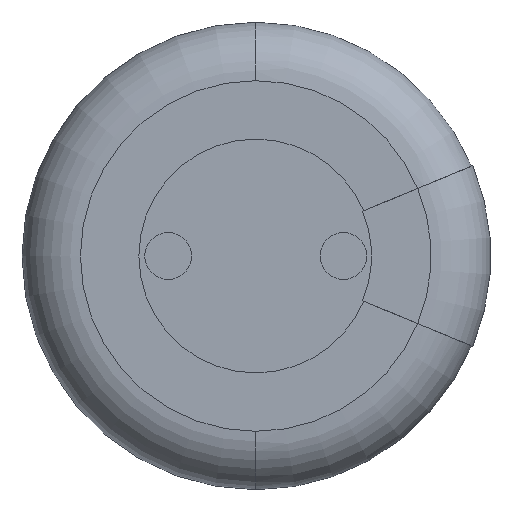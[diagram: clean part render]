
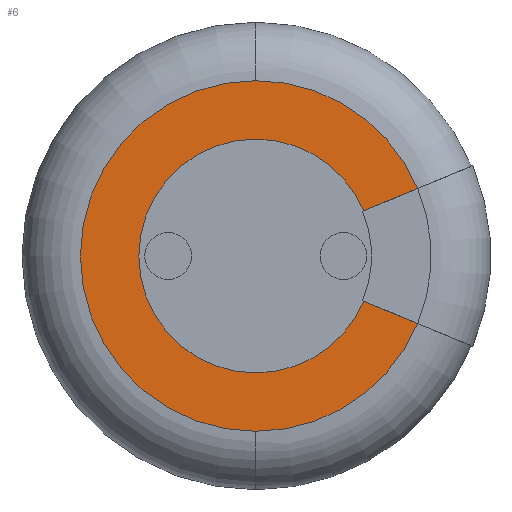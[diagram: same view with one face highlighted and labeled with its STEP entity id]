
A CAD part, front view. The second image highlights one B-rep face of the part: STEP entity #6.
In plain terms, the highlighted planar face has unit normal (0, -1, 0).
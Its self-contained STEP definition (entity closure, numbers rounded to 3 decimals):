
#3 = DIRECTION ( 'NONE',  ( 0., -1., 0. ) ) ;
#6 = ADVANCED_FACE ( 'NONE', ( #761 ), #2203, .T. ) ;
#18 = CARTESIAN_POINT ( 'NONE',  ( 1.384, 0., 0.578 ) ) ;
#25 = DIRECTION ( 'NONE',  ( 0., -1., 0. ) ) ;
#71 = EDGE_CURVE ( 'NONE', #1326, #1582, #1161, .T. ) ;
#101 = ORIENTED_EDGE ( 'NONE', *, *, #1270, .T. ) ;
#120 = ORIENTED_EDGE ( 'NONE', *, *, #1758, .F. ) ;
#160 = VERTEX_POINT ( 'NONE', #18 ) ;
#234 = LINE ( 'NONE', #811, #2010 ) ;
#279 = CARTESIAN_POINT ( 'NONE',  ( 1.384, 0., -0.578 ) ) ;
#305 = CARTESIAN_POINT ( 'NONE',  ( 1.279, 0., -0.534 ) ) ;
#350 = EDGE_LOOP ( 'NONE', ( #1054, #1528, #101, #1960, #1864, #120, #1262, #615 ) ) ;
#362 = CARTESIAN_POINT ( 'NONE',  ( 0., 0., -1. ) ) ;
#371 = VECTOR ( 'NONE', #1502, 1000. ) ;
#449 = VERTEX_POINT ( 'NONE', #1827 ) ;
#483 = CARTESIAN_POINT ( 'NONE',  ( 0., 0., 1. ) ) ;
#486 = DIRECTION ( 'NONE',  ( 0., 0., -1. ) ) ;
#508 = CARTESIAN_POINT ( 'NONE',  ( 0., 0., 0. ) ) ;
#514 = CIRCLE ( 'NONE', #1947, 1. ) ;
#526 = DIRECTION ( 'NONE',  ( 0., -1., 0. ) ) ;
#551 = VERTEX_POINT ( 'NONE', #483 ) ;
#559 = VERTEX_POINT ( 'NONE', #1182 ) ;
#615 = ORIENTED_EDGE ( 'NONE', *, *, #931, .F. ) ;
#675 = DIRECTION ( 'NONE',  ( 0., -1., 0. ) ) ;
#683 = CIRCLE ( 'NONE', #1007, 1. ) ;
#686 = DIRECTION ( 'NONE',  ( 0., 0., -1. ) ) ;
#761 = FACE_OUTER_BOUND ( 'NONE', #350, .T. ) ;
#806 = CARTESIAN_POINT ( 'NONE',  ( 0.922, 0., -0.386 ) ) ;
#811 = CARTESIAN_POINT ( 'NONE',  ( 1.279, 0., 0.534 ) ) ;
#839 = LINE ( 'NONE', #305, #371 ) ;
#889 = EDGE_CURVE ( 'NONE', #1582, #1574, #839, .T. ) ;
#899 = AXIS2_PLACEMENT_3D ( 'NONE', #1545, #526, #1729 ) ;
#916 = AXIS2_PLACEMENT_3D ( 'NONE', #1164, #1505, #486 ) ;
#921 = DIRECTION ( 'NONE',  ( 0., -1., 0. ) ) ;
#931 = EDGE_CURVE ( 'NONE', #449, #551, #683, .T. ) ;
#1007 = AXIS2_PLACEMENT_3D ( 'NONE', #1701, #675, #1872 ) ;
#1037 = CARTESIAN_POINT ( 'NONE',  ( 0., 0., 0. ) ) ;
#1054 = ORIENTED_EDGE ( 'NONE', *, *, #1612, .F. ) ;
#1059 = CARTESIAN_POINT ( 'NONE',  ( 0., 0., 0. ) ) ;
#1086 = AXIS2_PLACEMENT_3D ( 'NONE', #1944, #921, #2118 ) ;
#1161 = CIRCLE ( 'NONE', #1362, 1.5 ) ;
#1164 = CARTESIAN_POINT ( 'NONE',  ( 1.5, 0., 0. ) ) ;
#1182 = CARTESIAN_POINT ( 'NONE',  ( 0., 0., 1.5 ) ) ;
#1204 = DIRECTION ( 'NONE',  ( 0., 0., -1. ) ) ;
#1215 = CIRCLE ( 'NONE', #899, 1.5 ) ;
#1224 = DIRECTION ( 'NONE',  ( 0., 0., -1. ) ) ;
#1262 = ORIENTED_EDGE ( 'NONE', *, *, #1331, .F. ) ;
#1270 = EDGE_CURVE ( 'NONE', #559, #1326, #1215, .T. ) ;
#1326 = VERTEX_POINT ( 'NONE', #1557 ) ;
#1331 = EDGE_CURVE ( 'NONE', #551, #1360, #2069, .T. ) ;
#1345 = AXIS2_PLACEMENT_3D ( 'NONE', #1059, #25, #1224 ) ;
#1360 = VERTEX_POINT ( 'NONE', #362 ) ;
#1362 = AXIS2_PLACEMENT_3D ( 'NONE', #1037, #3, #1204 ) ;
#1420 = EDGE_CURVE ( 'NONE', #160, #559, #1685, .T. ) ;
#1502 = DIRECTION ( 'NONE',  ( -0.924, 0., 0.383 ) ) ;
#1505 = DIRECTION ( 'NONE',  ( 0., -1., 0. ) ) ;
#1528 = ORIENTED_EDGE ( 'NONE', *, *, #1420, .T. ) ;
#1545 = CARTESIAN_POINT ( 'NONE',  ( 0., 0., 0. ) ) ;
#1557 = CARTESIAN_POINT ( 'NONE',  ( 0., 0., -1.5 ) ) ;
#1574 = VERTEX_POINT ( 'NONE', #806 ) ;
#1582 = VERTEX_POINT ( 'NONE', #279 ) ;
#1612 = EDGE_CURVE ( 'NONE', #160, #449, #234, .T. ) ;
#1685 = CIRCLE ( 'NONE', #1086, 1.5 ) ;
#1701 = CARTESIAN_POINT ( 'NONE',  ( 0., 0., 0. ) ) ;
#1709 = DIRECTION ( 'NONE',  ( 0., -1., 0. ) ) ;
#1729 = DIRECTION ( 'NONE',  ( 0., 0., -1. ) ) ;
#1758 = EDGE_CURVE ( 'NONE', #1360, #1574, #514, .T. ) ;
#1827 = CARTESIAN_POINT ( 'NONE',  ( 0.922, 0., 0.386 ) ) ;
#1864 = ORIENTED_EDGE ( 'NONE', *, *, #889, .T. ) ;
#1872 = DIRECTION ( 'NONE',  ( 0., 0., -1. ) ) ;
#1944 = CARTESIAN_POINT ( 'NONE',  ( 0., 0., 0. ) ) ;
#1947 = AXIS2_PLACEMENT_3D ( 'NONE', #508, #1709, #686 ) ;
#1960 = ORIENTED_EDGE ( 'NONE', *, *, #71, .T. ) ;
#2010 = VECTOR ( 'NONE', #2172, 1000. ) ;
#2069 = CIRCLE ( 'NONE', #1345, 1. ) ;
#2118 = DIRECTION ( 'NONE',  ( 0., 0., -1. ) ) ;
#2172 = DIRECTION ( 'NONE',  ( -0.924, 0., -0.383 ) ) ;
#2203 = PLANE ( 'NONE',  #916 ) ;
